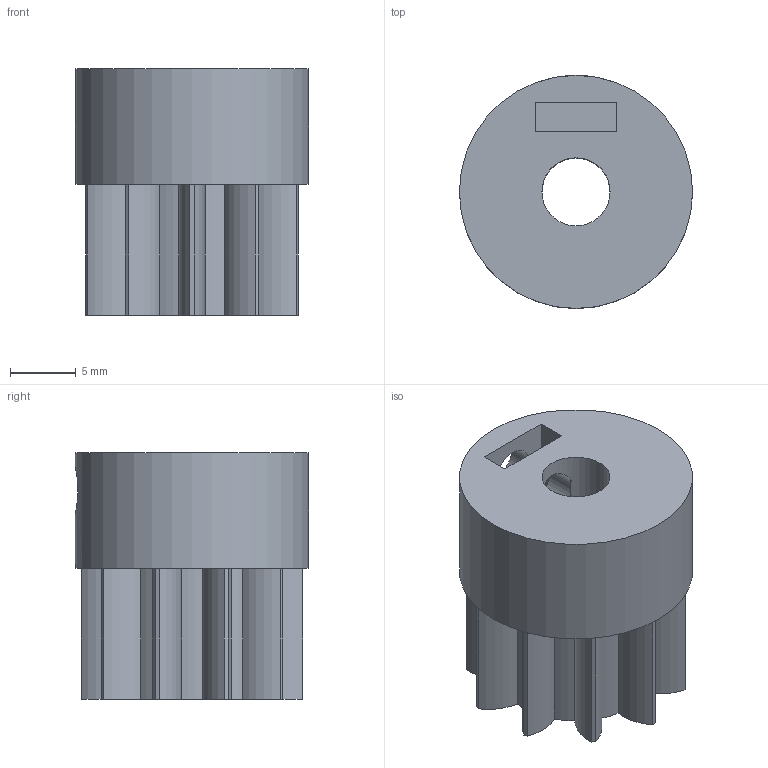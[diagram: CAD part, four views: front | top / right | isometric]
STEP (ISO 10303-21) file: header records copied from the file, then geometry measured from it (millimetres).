
FILE_DESCRIPTION(/* description */ (''),/* implementation_level */ '2;1');
FILE_NAME(/* name */ 'filament_small_gear.stp',/* time_stamp */ '2014-02-14T17:51:31-06:00',/* author */ ('stephen'),/* organization */ (''),/* preprocessor_version */ 'ST-DEVELOPER v15.2',/* originating_system */ 'Autodesk Inventor 2014',/* authorisation */ '');
FILE_SCHEMA (('AUTOMOTIVE_DESIGN { 1 0 10303 214 3 1 1 }'));
Length unit declared in the file: millimetre
Products named in the file (1): filament_small_gear
Bounding box: 17.79 x 17.79 x 18.85 mm (x, y, z)
Volume: 3084.9 mm3; surface area: 2220.1 mm2
Topology: 1 solids, 1 shells, 54 faces, 151 edges, 101 vertices
Faces by surface type: cylinder 34, plane 20
Full cylindrical faces by diameter (mm): 3.5 x2, 5.205 x1, 17.793 x1
Entity records: 1819 total; most frequent: CARTESIAN_POINT 358, DIRECTION 320, ORIENTED_EDGE 290, EDGE_CURVE 145, AXIS2_PLACEMENT_3D 123, VERTEX_POINT 99, LINE 74, VECTOR 74
